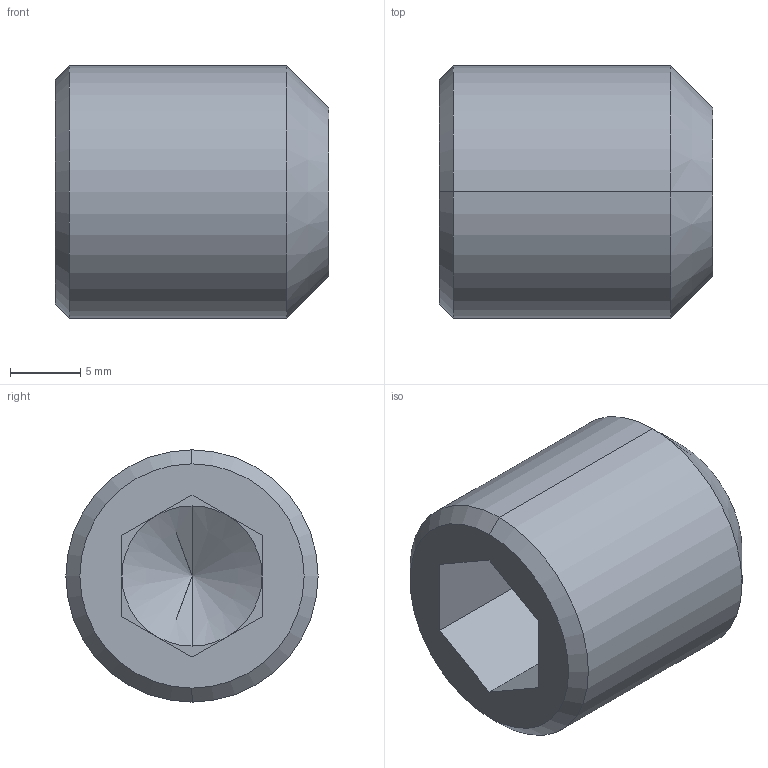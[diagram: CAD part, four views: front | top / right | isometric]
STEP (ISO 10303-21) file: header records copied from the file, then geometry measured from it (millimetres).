
FILE_DESCRIPTION (( 'STEP AP214' ), '1' );
FILE_NAME ('W25.ER1.001.020.STEP', '2021-03-31T13:08:38', ( '' ), ( '' ), 'SwSTEP 2.0', 'SolidWorks 2017', '' );
FILE_SCHEMA (( 'AUTOMOTIVE_DESIGN' ));
Length unit declared in the file: millimetre
Products named in the file (1): W25.ER1.001.020
Bounding box: 19.5 x 18 x 18 mm (x, y, z)
Volume: 3506.3 mm3; surface area: 1916.5 mm2
Topology: 1 solids, 1 shells, 24 faces, 56 edges, 32 vertices
Faces by surface type: plane 14, cone 8, cylinder 2
Entity records: 706 total; most frequent: DIRECTION 120, CARTESIAN_POINT 109, ORIENTED_EDGE 104, EDGE_CURVE 52, AXIS2_PLACEMENT_3D 43, VECTOR 34, LINE 34, VERTEX_POINT 32
